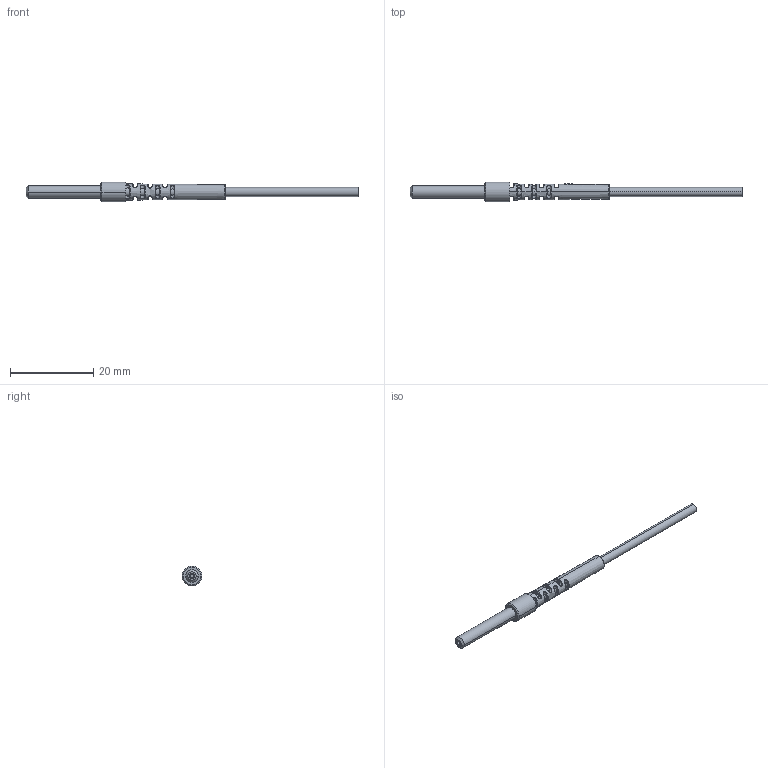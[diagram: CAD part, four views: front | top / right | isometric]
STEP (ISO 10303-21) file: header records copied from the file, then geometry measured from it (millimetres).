
FILE_DESCRIPTION((''),'2;1');
FILE_NAME('PT3Y10Q_ASM','2020-06-08T15:49:47',('Administrator'),(''),'CREO PARAMETRIC BY PTC INC, 2018400','CREO PARAMETRIC BY PTC INC, 2018400','');
FILE_SCHEMA(('AUTOMOTIVE_DESIGN { 1 0 10303 214 1 1 1 1 }'));
Length unit declared in the file: millimetre
Products named in the file (5): 3MM-18_; 22XIAN_DAN_; PTM3M4-22__; 22-DANXIAN__ASM; PT3Y10Q_ASM
Assembly tree (4 placements, depth 3):
  PT3Y10Q_ASM
    3MM-18_
    22-DANXIAN__ASM
      22XIAN_DAN_
      PTM3M4-22__
Bounding box: 80 x 4.8 x 4.8 mm (x, y, z)
Volume: 536 mm3; surface area: 1377.5 mm2
Topology: 3 solids, 3 shells, 200 faces, 496 edges, 314 vertices
Faces by surface type: bspline 74, plane 52, torus 32, cylinder 24, cone 18
Entity records: 13508 total; most frequent: CARTESIAN_POINT 7533, ORIENTED_EDGE 992, DIRECTION 764, EDGE_CURVE 496, PRESENTATION_STYLE_ASSIGNMENT 462, STYLED_ITEM 462, CURVE_STYLE 460, AXIS2_PLACEMENT_3D 341
